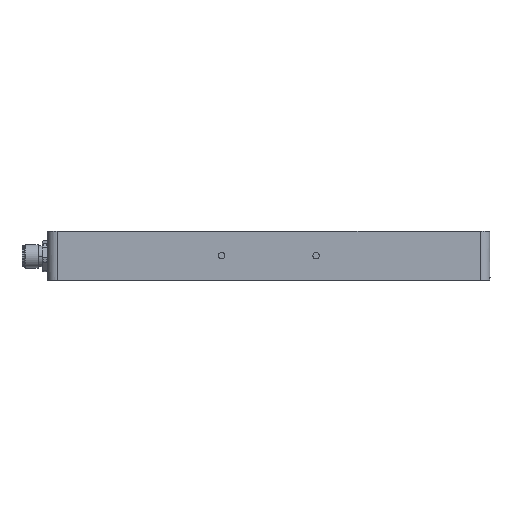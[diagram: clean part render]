
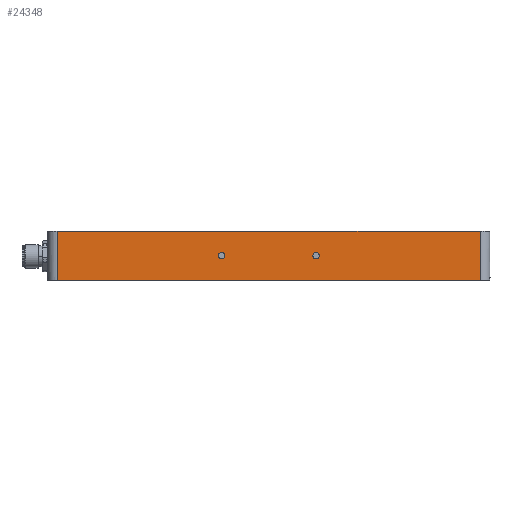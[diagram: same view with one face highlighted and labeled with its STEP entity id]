
A CAD part, top view. The second image highlights one B-rep face of the part: STEP entity #24348.
In plain terms, the highlighted planar face has unit normal (0, 0, 1).
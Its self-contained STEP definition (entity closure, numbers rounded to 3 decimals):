
#2717 = FACE_BOUND ( 'NONE', #82758, .T. ) ;
#3623 = ORIENTED_EDGE ( 'NONE', *, *, #40436, .F. ) ;
#6176 = CARTESIAN_POINT ( 'NONE',  ( -102.38, 17.154, 112.5 ) ) ;
#6178 = CARTESIAN_POINT ( 'NONE',  ( -102.38, -7.846, 112.5 ) ) ;
#11481 = FACE_OUTER_BOUND ( 'NONE', #97607, .T. ) ;
#11776 = DIRECTION ( 'NONE',  ( 1., 0., 0. ) ) ;
#13232 = PLANE ( 'NONE',  #95371 ) ;
#13821 = DIRECTION ( 'NONE',  ( 0., 0., -1. ) ) ;
#15776 = CARTESIAN_POINT ( 'NONE',  ( 112.62, 17.154, 112.5 ) ) ;
#17027 = AXIS2_PLACEMENT_3D ( 'NONE', #58108, #30652, #49388 ) ;
#17285 = VECTOR ( 'NONE', #113158, 1000. ) ;
#19338 = ORIENTED_EDGE ( 'NONE', *, *, #75639, .F. ) ;
#19543 = AXIS2_PLACEMENT_3D ( 'NONE', #105760, #43128, #113940 ) ;
#20545 = EDGE_LOOP ( 'NONE', ( #3623, #88877 ) ) ;
#21180 = LINE ( 'NONE', #63316, #33300 ) ;
#21702 = VERTEX_POINT ( 'NONE', #68712 ) ;
#22413 = VERTEX_POINT ( 'NONE', #47393 ) ;
#24348 = ADVANCED_FACE ( 'NONE', ( #11481, #2717, #29576 ), #13232, .F. ) ;
#27420 = ORIENTED_EDGE ( 'NONE', *, *, #91538, .F. ) ;
#27546 = EDGE_CURVE ( 'NONE', #35617, #21702, #106120, .T. ) ;
#29016 = VERTEX_POINT ( 'NONE', #15776 ) ;
#29576 = FACE_BOUND ( 'NONE', #20545, .T. ) ;
#30652 = DIRECTION ( 'NONE',  ( 0., 0., 1. ) ) ;
#31953 = CIRCLE ( 'NONE', #17027, 1.65 ) ;
#33300 = VECTOR ( 'NONE', #48094, 1000. ) ;
#34283 = AXIS2_PLACEMENT_3D ( 'NONE', #99485, #64971, #11776 ) ;
#35342 = VERTEX_POINT ( 'NONE', #65236 ) ;
#35617 = VERTEX_POINT ( 'NONE', #38571 ) ;
#38571 = CARTESIAN_POINT ( 'NONE',  ( -102.38, -7.846, 112.5 ) ) ;
#38926 = ORIENTED_EDGE ( 'NONE', *, *, #41234, .F. ) ;
#40436 = EDGE_CURVE ( 'NONE', #22413, #71878, #56818, .T. ) ;
#41234 = EDGE_CURVE ( 'NONE', #54088, #35342, #110938, .T. ) ;
#43128 = DIRECTION ( 'NONE',  ( 0., 0., 1. ) ) ;
#47047 = CARTESIAN_POINT ( 'NONE',  ( -102.38, 17.154, 112.5 ) ) ;
#47393 = CARTESIAN_POINT ( 'NONE',  ( -17.23, 4.654, 112.5 ) ) ;
#48094 = DIRECTION ( 'NONE',  ( 1., 0., 0. ) ) ;
#49388 = DIRECTION ( 'NONE',  ( 1., 0., 0. ) ) ;
#49478 = DIRECTION ( 'NONE',  ( -1., 0., 0. ) ) ;
#50782 = EDGE_CURVE ( 'NONE', #108700, #35617, #52280, .T. ) ;
#52280 = LINE ( 'NONE', #87954, #17285 ) ;
#52318 = DIRECTION ( 'NONE',  ( 1., 0., 0. ) ) ;
#52632 = EDGE_CURVE ( 'NONE', #71878, #22413, #54990, .T. ) ;
#54088 = VERTEX_POINT ( 'NONE', #63739 ) ;
#54746 = ORIENTED_EDGE ( 'NONE', *, *, #50782, .T. ) ;
#54990 = CIRCLE ( 'NONE', #19543, 1.65 ) ;
#56818 = CIRCLE ( 'NONE', #92331, 1.65 ) ;
#58108 = CARTESIAN_POINT ( 'NONE',  ( 29.12, 4.654, 112.5 ) ) ;
#62512 = CARTESIAN_POINT ( 'NONE',  ( -18.88, 4.654, 112.5 ) ) ;
#63316 = CARTESIAN_POINT ( 'NONE',  ( -102.38, 17.154, 112.5 ) ) ;
#63739 = CARTESIAN_POINT ( 'NONE',  ( 30.77, 4.654, 112.5 ) ) ;
#64971 = DIRECTION ( 'NONE',  ( 0., 0., 1. ) ) ;
#65236 = CARTESIAN_POINT ( 'NONE',  ( 27.47, 4.654, 112.5 ) ) ;
#67637 = LINE ( 'NONE', #112648, #108574 ) ;
#68712 = CARTESIAN_POINT ( 'NONE',  ( 112.62, -7.846, 112.5 ) ) ;
#68810 = DIRECTION ( 'NONE',  ( 0., -1., 0. ) ) ;
#71878 = VERTEX_POINT ( 'NONE', #94838 ) ;
#72789 = EDGE_CURVE ( 'NONE', #108700, #29016, #21180, .T. ) ;
#75639 = EDGE_CURVE ( 'NONE', #35342, #54088, #31953, .T. ) ;
#77549 = ORIENTED_EDGE ( 'NONE', *, *, #27546, .T. ) ;
#81788 = DIRECTION ( 'NONE',  ( 1., 0., 0. ) ) ;
#82758 = EDGE_LOOP ( 'NONE', ( #38926, #19338 ) ) ;
#82949 = DIRECTION ( 'NONE',  ( 0., 0., 1. ) ) ;
#87954 = CARTESIAN_POINT ( 'NONE',  ( -102.38, 17.154, 112.5 ) ) ;
#88877 = ORIENTED_EDGE ( 'NONE', *, *, #52632, .F. ) ;
#91538 = EDGE_CURVE ( 'NONE', #29016, #21702, #67637, .T. ) ;
#92331 = AXIS2_PLACEMENT_3D ( 'NONE', #62512, #82949, #81788 ) ;
#94838 = CARTESIAN_POINT ( 'NONE',  ( -20.53, 4.654, 112.5 ) ) ;
#95371 = AXIS2_PLACEMENT_3D ( 'NONE', #6176, #13821, #49478 ) ;
#95718 = VECTOR ( 'NONE', #52318, 1000. ) ;
#97607 = EDGE_LOOP ( 'NONE', ( #77549, #27420, #101879, #54746 ) ) ;
#99485 = CARTESIAN_POINT ( 'NONE',  ( 29.12, 4.654, 112.5 ) ) ;
#101879 = ORIENTED_EDGE ( 'NONE', *, *, #72789, .F. ) ;
#105760 = CARTESIAN_POINT ( 'NONE',  ( -18.88, 4.654, 112.5 ) ) ;
#106120 = LINE ( 'NONE', #6178, #95718 ) ;
#108574 = VECTOR ( 'NONE', #68810, 1000. ) ;
#108700 = VERTEX_POINT ( 'NONE', #47047 ) ;
#110938 = CIRCLE ( 'NONE', #34283, 1.65 ) ;
#112648 = CARTESIAN_POINT ( 'NONE',  ( 112.62, 17.154, 112.5 ) ) ;
#113158 = DIRECTION ( 'NONE',  ( 0., -1., 0. ) ) ;
#113940 = DIRECTION ( 'NONE',  ( 1., 0., 0. ) ) ;
